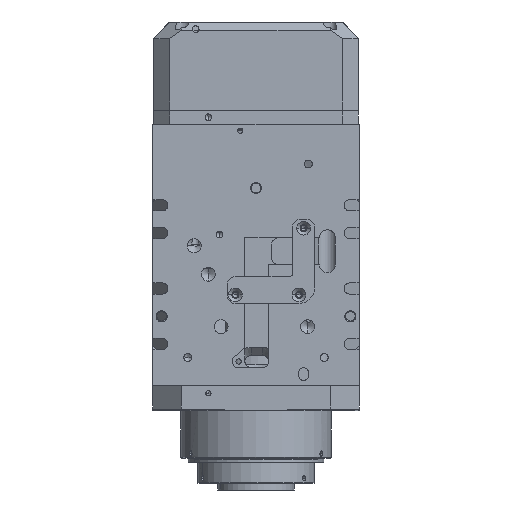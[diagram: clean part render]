
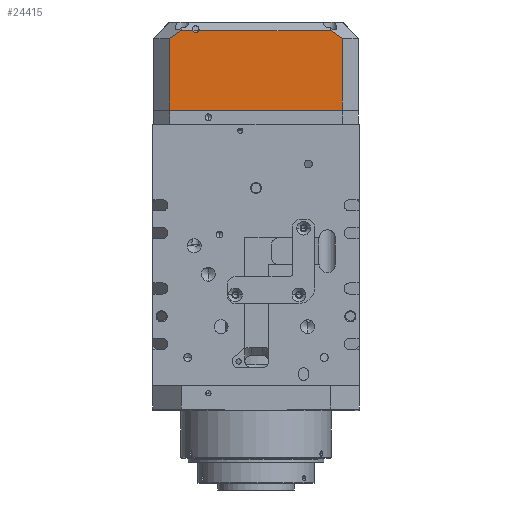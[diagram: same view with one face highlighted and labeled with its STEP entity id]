
A CAD part, front view. The second image highlights one B-rep face of the part: STEP entity #24415.
In plain terms, the highlighted planar face has unit normal (0, -1, 0).
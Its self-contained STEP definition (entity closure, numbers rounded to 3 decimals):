
#387 = DIRECTION ( 'NONE',  ( 0., 0., -1. ) ) ;
#933 = EDGE_CURVE ( 'NONE', #18499, #26893, #21152, .T. ) ;
#989 = VERTEX_POINT ( 'NONE', #18597 ) ;
#2534 = CARTESIAN_POINT ( 'NONE',  ( 38., -64.5, 4.5 ) ) ;
#3034 = CARTESIAN_POINT ( 'NONE',  ( -54.5, -64.5, 10.5 ) ) ;
#3218 = FACE_OUTER_BOUND ( 'NONE', #9643, .T. ) ;
#3480 = DIRECTION ( 'NONE',  ( -0.816, 0., 0.577 ) ) ;
#3601 = EDGE_CURVE ( 'NONE', #33664, #34522, #34852, .T. ) ;
#4283 = AXIS2_PLACEMENT_3D ( 'NONE', #39501, #10246, #19871 ) ;
#4568 = ORIENTED_EDGE ( 'NONE', *, *, #3601, .F. ) ;
#5282 = EDGE_CURVE ( 'NONE', #34522, #12251, #20333, .T. ) ;
#5661 = CARTESIAN_POINT ( 'NONE',  ( -54.5, -64.5, 55.5 ) ) ;
#7053 = VECTOR ( 'NONE', #18904, 1000. ) ;
#7355 = CARTESIAN_POINT ( 'NONE',  ( 47.429, -64.5, 5.5 ) ) ;
#8468 = EDGE_CURVE ( 'NONE', #23250, #28325, #18166, .T. ) ;
#9521 = AXIS2_PLACEMENT_3D ( 'NONE', #2534, #28785, #34992 ) ;
#9643 = EDGE_LOOP ( 'NONE', ( #4568, #30366, #26389, #37405, #17170, #37971, #14816, #20705, #14637 ) ) ;
#10246 = DIRECTION ( 'NONE',  ( 0., 1., 0. ) ) ;
#11150 = CARTESIAN_POINT ( 'NONE',  ( 64.5, -64.5, 5.5 ) ) ;
#11299 = DIRECTION ( 'NONE',  ( 1., 0., 0. ) ) ;
#12251 = VERTEX_POINT ( 'NONE', #38756 ) ;
#12376 = VECTOR ( 'NONE', #3480, 1000. ) ;
#13989 = DIRECTION ( 'NONE',  ( 0., -1., 0. ) ) ;
#14135 = CARTESIAN_POINT ( 'NONE',  ( 38., -64.5, 4.5 ) ) ;
#14637 = ORIENTED_EDGE ( 'NONE', *, *, #5282, .F. ) ;
#14816 = ORIENTED_EDGE ( 'NONE', *, *, #30737, .F. ) ;
#15609 = VECTOR ( 'NONE', #22031, 1000. ) ;
#16844 = LINE ( 'NONE', #40414, #26575 ) ;
#16852 = PLANE ( 'NONE',  #4283 ) ;
#16877 = CARTESIAN_POINT ( 'NONE',  ( 39.847, -64.5, 5.5 ) ) ;
#17170 = ORIENTED_EDGE ( 'NONE', *, *, #40076, .F. ) ;
#17184 = DIRECTION ( 'NONE',  ( 1., 0., 0. ) ) ;
#17464 = DIRECTION ( 'NONE',  ( 0., 0., -1. ) ) ;
#18166 = LINE ( 'NONE', #5661, #15609 ) ;
#18499 = VERTEX_POINT ( 'NONE', #25131 ) ;
#18597 = CARTESIAN_POINT ( 'NONE',  ( -47.429, -64.5, 5.5 ) ) ;
#18904 = DIRECTION ( 'NONE',  ( 1., 0., 0. ) ) ;
#18980 = VERTEX_POINT ( 'NONE', #7355 ) ;
#19268 = CARTESIAN_POINT ( 'NONE',  ( -13.217, -64.5, -18.692 ) ) ;
#19871 = DIRECTION ( 'NONE',  ( 0., 0., 1. ) ) ;
#20333 = CIRCLE ( 'NONE', #9521, 2.1 ) ;
#20705 = ORIENTED_EDGE ( 'NONE', *, *, #40369, .T. ) ;
#21152 = LINE ( 'NONE', #24331, #27307 ) ;
#21567 = CARTESIAN_POINT ( 'NONE',  ( -54.5, -64.5, 55.5 ) ) ;
#22031 = DIRECTION ( 'NONE',  ( 0., 0., 1. ) ) ;
#23250 = VERTEX_POINT ( 'NONE', #3034 ) ;
#23416 = VECTOR ( 'NONE', #28602, 1000. ) ;
#24072 = CARTESIAN_POINT ( 'NONE',  ( 54.5, -64.5, 10.5 ) ) ;
#24331 = CARTESIAN_POINT ( 'NONE',  ( 54.5, -64.5, 55.5 ) ) ;
#24415 = ADVANCED_FACE ( 'NONE', ( #3218 ), #16852, .F. ) ;
#24625 = CARTESIAN_POINT ( 'NONE',  ( 38., -64.5, 6.6 ) ) ;
#25012 = CARTESIAN_POINT ( 'NONE',  ( 13.217, -64.5, -18.692 ) ) ;
#25131 = CARTESIAN_POINT ( 'NONE',  ( 54.5, -64.5, 55.5 ) ) ;
#26057 = EDGE_CURVE ( 'NONE', #26893, #18980, #40856, .T. ) ;
#26389 = ORIENTED_EDGE ( 'NONE', *, *, #26057, .F. ) ;
#26575 = VECTOR ( 'NONE', #11299, 1000. ) ;
#26893 = VERTEX_POINT ( 'NONE', #24072 ) ;
#27141 = LINE ( 'NONE', #11150, #37415 ) ;
#27307 = VECTOR ( 'NONE', #17464, 1000. ) ;
#28325 = VERTEX_POINT ( 'NONE', #21567 ) ;
#28602 = DIRECTION ( 'NONE',  ( -0.816, 0., -0.577 ) ) ;
#28785 = DIRECTION ( 'NONE',  ( 0., -1., 0. ) ) ;
#30366 = ORIENTED_EDGE ( 'NONE', *, *, #39000, .T. ) ;
#30613 = AXIS2_PLACEMENT_3D ( 'NONE', #14135, #13989, #387 ) ;
#30737 = EDGE_CURVE ( 'NONE', #989, #23250, #38535, .T. ) ;
#33664 = VERTEX_POINT ( 'NONE', #16877 ) ;
#34522 = VERTEX_POINT ( 'NONE', #24625 ) ;
#34852 = CIRCLE ( 'NONE', #30613, 2.1 ) ;
#34992 = DIRECTION ( 'NONE',  ( 0., 0., -1. ) ) ;
#37405 = ORIENTED_EDGE ( 'NONE', *, *, #933, .F. ) ;
#37415 = VECTOR ( 'NONE', #17184, 1000. ) ;
#37818 = LINE ( 'NONE', #38536, #7053 ) ;
#37971 = ORIENTED_EDGE ( 'NONE', *, *, #8468, .F. ) ;
#38535 = LINE ( 'NONE', #19268, #12376 ) ;
#38536 = CARTESIAN_POINT ( 'NONE',  ( 64.5, -64.5, 5.5 ) ) ;
#38756 = CARTESIAN_POINT ( 'NONE',  ( 36.153, -64.5, 5.5 ) ) ;
#39000 = EDGE_CURVE ( 'NONE', #33664, #18980, #27141, .T. ) ;
#39501 = CARTESIAN_POINT ( 'NONE',  ( -54.5, -64.5, 55.5 ) ) ;
#40076 = EDGE_CURVE ( 'NONE', #28325, #18499, #16844, .T. ) ;
#40369 = EDGE_CURVE ( 'NONE', #989, #12251, #37818, .T. ) ;
#40414 = CARTESIAN_POINT ( 'NONE',  ( -54.5, -64.5, 55.5 ) ) ;
#40856 = LINE ( 'NONE', #25012, #23416 ) ;
